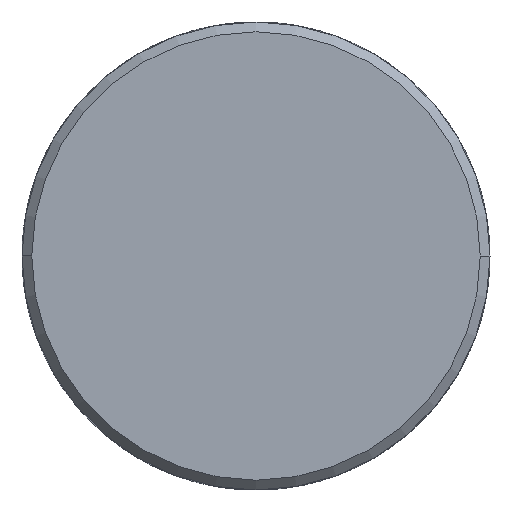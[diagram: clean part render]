
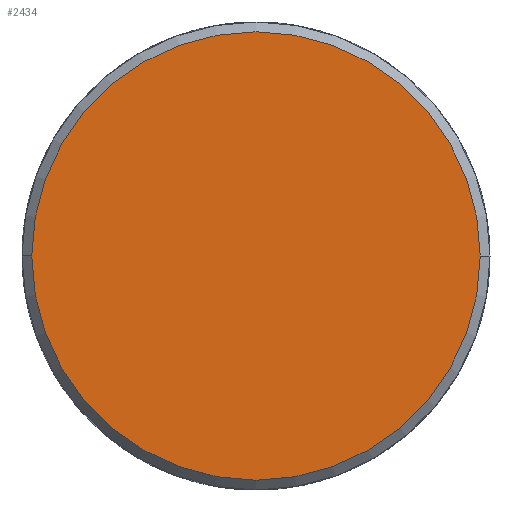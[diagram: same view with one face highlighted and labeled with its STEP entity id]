
A CAD part, left-side view. The second image highlights one B-rep face of the part: STEP entity #2434.
In plain terms, the highlighted face is planar.
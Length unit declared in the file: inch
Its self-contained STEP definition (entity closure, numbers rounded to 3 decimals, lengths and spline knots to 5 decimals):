
#103 = AXIS2_PLACEMENT_3D ( 'NONE', #4007, #1329, #4471 ) ;
#422 = ORIENTED_EDGE ( 'NONE', *, *, #2851, .T. ) ;
#1329 = DIRECTION ( 'NONE',  ( 1., 0., 0. ) ) ;
#1435 = DIRECTION ( 'NONE',  ( 0., 0., -1. ) ) ;
#1465 = CARTESIAN_POINT ( 'NONE',  ( 2.5, 0., 0. ) ) ;
#1720 = ORIENTED_EDGE ( 'NONE', *, *, #4632, .T. ) ;
#1905 = DIRECTION ( 'NONE',  ( 0., 0., -1. ) ) ;
#2434 = ADVANCED_FACE ( 'NONE', ( #3504 ), #2746, .T. ) ;
#2626 = CARTESIAN_POINT ( 'NONE',  ( 2.5, 0., 0.7162 ) ) ;
#2746 = PLANE ( 'NONE',  #3593 ) ;
#2792 = EDGE_LOOP ( 'NONE', ( #422, #1720 ) ) ;
#2851 = EDGE_CURVE ( 'NONE', #3559, #4869, #5689, .T. ) ;
#2976 = CARTESIAN_POINT ( 'NONE',  ( 2.5, 0., -0.7162 ) ) ;
#3200 = CARTESIAN_POINT ( 'NONE',  ( 2.5, 0., 0. ) ) ;
#3504 = FACE_OUTER_BOUND ( 'NONE', #2792, .T. ) ;
#3559 = VERTEX_POINT ( 'NONE', #2626 ) ;
#3593 = AXIS2_PLACEMENT_3D ( 'NONE', #3200, #4121, #1435 ) ;
#4007 = CARTESIAN_POINT ( 'NONE',  ( 2.5, 0., 0. ) ) ;
#4121 = DIRECTION ( 'NONE',  ( 1., 0., 0. ) ) ;
#4471 = DIRECTION ( 'NONE',  ( 0., 0., -1. ) ) ;
#4608 = DIRECTION ( 'NONE',  ( 1., 0., 0. ) ) ;
#4632 = EDGE_CURVE ( 'NONE', #4869, #3559, #5526, .T. ) ;
#4762 = AXIS2_PLACEMENT_3D ( 'NONE', #1465, #4608, #1905 ) ;
#4869 = VERTEX_POINT ( 'NONE', #2976 ) ;
#5526 = CIRCLE ( 'NONE', #4762, 0.7162 ) ;
#5689 = CIRCLE ( 'NONE', #103, 0.7162 ) ;
